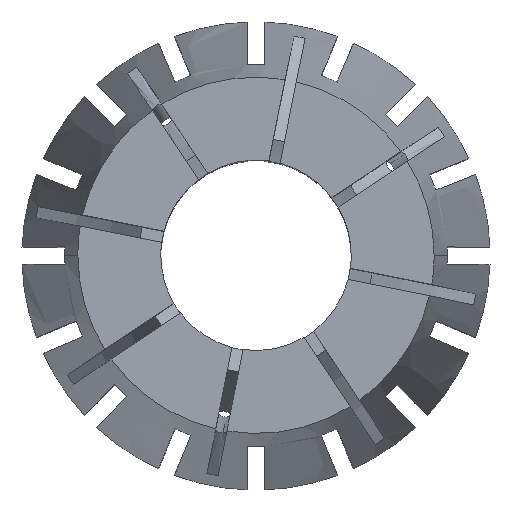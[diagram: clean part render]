
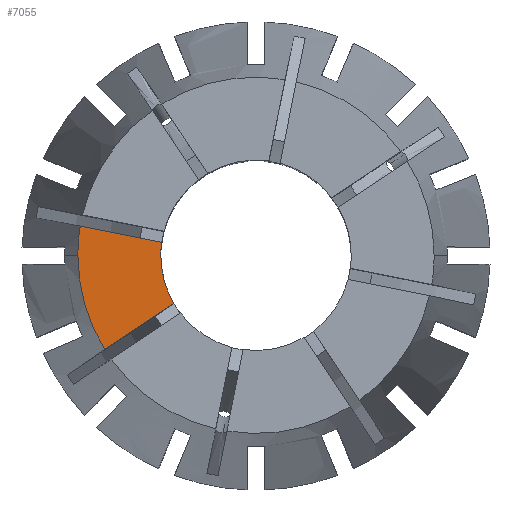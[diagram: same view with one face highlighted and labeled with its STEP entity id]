
A CAD part, top view. The second image highlights one B-rep face of the part: STEP entity #7055.
In plain terms, the highlighted planar face has unit normal (0, 0, 1).
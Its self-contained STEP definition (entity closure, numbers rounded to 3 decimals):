
#119 = LINE ( 'NONE', #6878, #6350 ) ;
#311 = AXIS2_PLACEMENT_3D ( 'NONE', #440, #4903, #1549 ) ;
#365 = FACE_OUTER_BOUND ( 'NONE', #6038, .T. ) ;
#440 = CARTESIAN_POINT ( 'NONE',  ( 0., 0., 0. ) ) ;
#445 = AXIS2_PLACEMENT_3D ( 'NONE', #3842, #4977, #2199 ) ;
#550 = CARTESIAN_POINT ( 'NONE',  ( 0., 0., 0. ) ) ;
#577 = PLANE ( 'NONE',  #5322 ) ;
#580 = DIRECTION ( 'NONE',  ( 0., 0., 1. ) ) ;
#1173 = EDGE_CURVE ( 'NONE', #5326, #3768, #3369, .T. ) ;
#1198 = EDGE_CURVE ( 'NONE', #1336, #5326, #2399, .T. ) ;
#1307 = CARTESIAN_POINT ( 'NONE',  ( -8.257, 1.133, 0. ) ) ;
#1336 = VERTEX_POINT ( 'NONE', #1307 ) ;
#1445 = DIRECTION ( 'NONE',  ( 0.831, 0.556, 0. ) ) ;
#1549 = DIRECTION ( 'NONE',  ( 1., 0., 0. ) ) ;
#1596 = ORIENTED_EDGE ( 'NONE', *, *, #1173, .F. ) ;
#1954 = CARTESIAN_POINT ( 'NONE',  ( -15.595, 0., 0. ) ) ;
#2090 = EDGE_CURVE ( 'NONE', #3056, #3786, #5226, .T. ) ;
#2199 = DIRECTION ( 'NONE',  ( 1., 0., 0. ) ) ;
#2216 = DIRECTION ( 'NONE',  ( -1., 0., 0. ) ) ;
#2386 = DIRECTION ( 'NONE',  ( 0.981, -0.195, 0. ) ) ;
#2399 = CIRCLE ( 'NONE', #445, 8.334 ) ;
#2460 = ORIENTED_EDGE ( 'NONE', *, *, #2090, .T. ) ;
#2542 = EDGE_CURVE ( 'NONE', #4655, #3056, #6913, .T. ) ;
#2805 = CARTESIAN_POINT ( 'NONE',  ( -8.334, 0., 0. ) ) ;
#2998 = LINE ( 'NONE', #6549, #6267 ) ;
#3056 = VERTEX_POINT ( 'NONE', #1954 ) ;
#3368 = CARTESIAN_POINT ( 'NONE',  ( 0., 0., 0. ) ) ;
#3369 = CIRCLE ( 'NONE', #311, 8.334 ) ;
#3406 = DIRECTION ( 'NONE',  ( 0., 0., 1. ) ) ;
#3634 = ORIENTED_EDGE ( 'NONE', *, *, #4632, .T. ) ;
#3686 = ORIENTED_EDGE ( 'NONE', *, *, #6049, .F. ) ;
#3768 = VERTEX_POINT ( 'NONE', #5223 ) ;
#3786 = VERTEX_POINT ( 'NONE', #6086 ) ;
#3842 = CARTESIAN_POINT ( 'NONE',  ( 0., 0., 0. ) ) ;
#3856 = AXIS2_PLACEMENT_3D ( 'NONE', #3368, #580, #4068 ) ;
#3901 = DIRECTION ( 'NONE',  ( 1., 0., 0. ) ) ;
#4068 = DIRECTION ( 'NONE',  ( 1., 0., 0. ) ) ;
#4632 = EDGE_CURVE ( 'NONE', #3786, #3768, #2998, .T. ) ;
#4655 = VERTEX_POINT ( 'NONE', #6006 ) ;
#4903 = DIRECTION ( 'NONE',  ( 0., 0., 1. ) ) ;
#4977 = DIRECTION ( 'NONE',  ( 0., 0., 1. ) ) ;
#5223 = CARTESIAN_POINT ( 'NONE',  ( -7.195, -4.206, 0. ) ) ;
#5226 = CIRCLE ( 'NONE', #5746, 15.595 ) ;
#5253 = ORIENTED_EDGE ( 'NONE', *, *, #1198, .F. ) ;
#5322 = AXIS2_PLACEMENT_3D ( 'NONE', #550, #5602, #2216 ) ;
#5326 = VERTEX_POINT ( 'NONE', #2805 ) ;
#5513 = ORIENTED_EDGE ( 'NONE', *, *, #2542, .T. ) ;
#5602 = DIRECTION ( 'NONE',  ( 0., 0., -1. ) ) ;
#5746 = AXIS2_PLACEMENT_3D ( 'NONE', #6161, #3406, #3901 ) ;
#6006 = CARTESIAN_POINT ( 'NONE',  ( -15.385, 2.551, 0. ) ) ;
#6038 = EDGE_LOOP ( 'NONE', ( #3686, #5513, #2460, #3634, #1596, #5253 ) ) ;
#6049 = EDGE_CURVE ( 'NONE', #4655, #1336, #119, .T. ) ;
#6086 = CARTESIAN_POINT ( 'NONE',  ( -13.238, -8.244, 0. ) ) ;
#6161 = CARTESIAN_POINT ( 'NONE',  ( 0., 0., 0. ) ) ;
#6267 = VECTOR ( 'NONE', #1445, 1000. ) ;
#6350 = VECTOR ( 'NONE', #2386, 1000. ) ;
#6549 = CARTESIAN_POINT ( 'NONE',  ( -0.278, 0.416, 0. ) ) ;
#6878 = CARTESIAN_POINT ( 'NONE',  ( -0.098, -0.49, 0. ) ) ;
#6913 = CIRCLE ( 'NONE', #3856, 15.595 ) ;
#7055 = ADVANCED_FACE ( 'NONE', ( #365 ), #577, .F. ) ;
